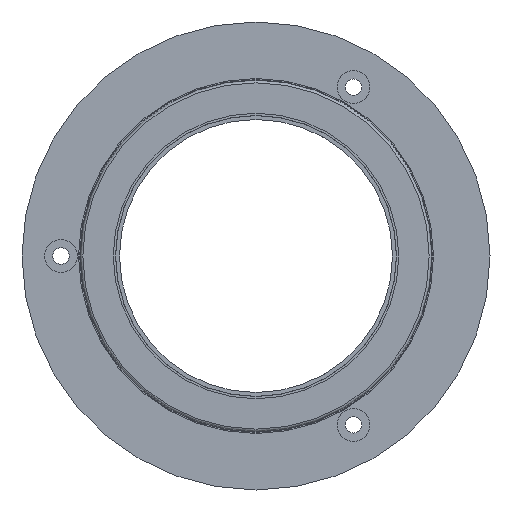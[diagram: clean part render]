
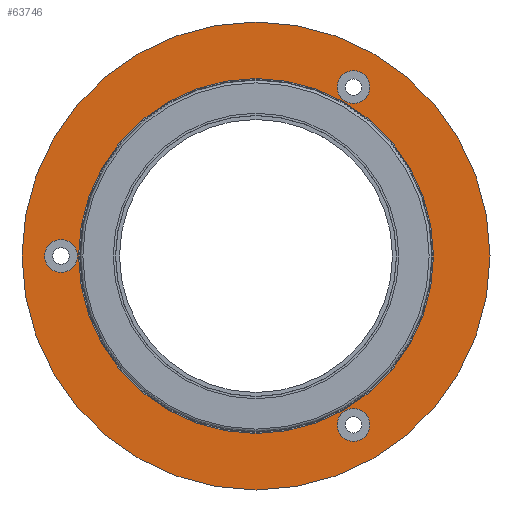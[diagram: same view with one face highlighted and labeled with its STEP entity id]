
A CAD part, left-side view. The second image highlights one B-rep face of the part: STEP entity #63746.
In plain terms, the highlighted planar face has unit normal (-1, 0, 0).
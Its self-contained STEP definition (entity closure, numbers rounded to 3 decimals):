
#2483 = AXIS2_PLACEMENT_3D ( 'NONE', #44930, #73011, #11011 ) ;
#8216 = ORIENTED_EDGE ( 'NONE', *, *, #23569, .T. ) ;
#8544 = VERTEX_POINT ( 'NONE', #57786 ) ;
#8572 = DIRECTION ( 'NONE',  ( 1., 0., 0. ) ) ;
#11011 = DIRECTION ( 'NONE',  ( 0., -1., 0. ) ) ;
#11751 = EDGE_CURVE ( 'NONE', #21184, #21184, #14169, .T. ) ;
#13261 = AXIS2_PLACEMENT_3D ( 'NONE', #35678, #8572, #36123 ) ;
#14169 = CIRCLE ( 'NONE', #50261, 2.1 ) ;
#14855 = VERTEX_POINT ( 'NONE', #29762 ) ;
#17669 = CIRCLE ( 'NONE', #43719, 20. ) ;
#17766 = FACE_BOUND ( 'NONE', #63503, .T. ) ;
#18117 = EDGE_LOOP ( 'NONE', ( #8216 ) ) ;
#18265 = ORIENTED_EDGE ( 'NONE', *, *, #28843, .T. ) ;
#19715 = CARTESIAN_POINT ( 'NONE',  ( 2.8, -12.5, 21.651 ) ) ;
#21184 = VERTEX_POINT ( 'NONE', #27083 ) ;
#23569 = EDGE_CURVE ( 'NONE', #61896, #61896, #71491, .T. ) ;
#26628 = CARTESIAN_POINT ( 'NONE',  ( 2.8, 20., 0. ) ) ;
#27083 = CARTESIAN_POINT ( 'NONE',  ( 2.8, -10.4, 21.651 ) ) ;
#28843 = EDGE_CURVE ( 'NONE', #69183, #69183, #17669, .T. ) ;
#29762 = CARTESIAN_POINT ( 'NONE',  ( 2.8, 30., 0. ) ) ;
#31141 = AXIS2_PLACEMENT_3D ( 'NONE', #86482, #72458, #63518 ) ;
#32786 = DIRECTION ( 'NONE',  ( 0., 1., 0. ) ) ;
#33913 = AXIS2_PLACEMENT_3D ( 'NONE', #85173, #36711, #50300 ) ;
#34455 = EDGE_LOOP ( 'NONE', ( #36576 ) ) ;
#35678 = CARTESIAN_POINT ( 'NONE',  ( 2.8, -12.5, -21.651 ) ) ;
#36123 = DIRECTION ( 'NONE',  ( 0., 1., 0. ) ) ;
#36576 = ORIENTED_EDGE ( 'NONE', *, *, #61018, .F. ) ;
#36711 = DIRECTION ( 'NONE',  ( 1., 0., 0. ) ) ;
#43165 = FACE_BOUND ( 'NONE', #18117, .T. ) ;
#43719 = AXIS2_PLACEMENT_3D ( 'NONE', #75778, #81695, #32786 ) ;
#44930 = CARTESIAN_POINT ( 'NONE',  ( 2.8, 20., 0. ) ) ;
#46410 = DIRECTION ( 'NONE',  ( 1., 0., 0. ) ) ;
#50261 = AXIS2_PLACEMENT_3D ( 'NONE', #19715, #46410, #73176 ) ;
#50300 = DIRECTION ( 'NONE',  ( 0., 1., 0. ) ) ;
#52265 = CIRCLE ( 'NONE', #13261, 2.1 ) ;
#52872 = EDGE_CURVE ( 'NONE', #8544, #8544, #52265, .T. ) ;
#52950 = EDGE_LOOP ( 'NONE', ( #18265 ) ) ;
#53486 = ORIENTED_EDGE ( 'NONE', *, *, #11751, .T. ) ;
#57786 = CARTESIAN_POINT ( 'NONE',  ( 2.8, -10.4, -21.651 ) ) ;
#61018 = EDGE_CURVE ( 'NONE', #14855, #14855, #80342, .T. ) ;
#61896 = VERTEX_POINT ( 'NONE', #67839 ) ;
#63503 = EDGE_LOOP ( 'NONE', ( #53486 ) ) ;
#63518 = DIRECTION ( 'NONE',  ( 0., 1., 0. ) ) ;
#63746 = ADVANCED_FACE ( 'NONE', ( #43165, #70764, #17766, #85236, #85671 ), #86136, .T. ) ;
#65859 = EDGE_LOOP ( 'NONE', ( #67966 ) ) ;
#67839 = CARTESIAN_POINT ( 'NONE',  ( 2.8, 27.1, 0. ) ) ;
#67966 = ORIENTED_EDGE ( 'NONE', *, *, #52872, .T. ) ;
#69183 = VERTEX_POINT ( 'NONE', #26628 ) ;
#70764 = FACE_BOUND ( 'NONE', #65859, .T. ) ;
#71491 = CIRCLE ( 'NONE', #33913, 2.1 ) ;
#72458 = DIRECTION ( 'NONE',  ( 1., 0., 0. ) ) ;
#73011 = DIRECTION ( 'NONE',  ( -1., 0., 0. ) ) ;
#73176 = DIRECTION ( 'NONE',  ( 0., 1., 0. ) ) ;
#75778 = CARTESIAN_POINT ( 'NONE',  ( 2.8, 0., 0. ) ) ;
#80342 = CIRCLE ( 'NONE', #31141, 30. ) ;
#81695 = DIRECTION ( 'NONE',  ( 1., 0., 0. ) ) ;
#85173 = CARTESIAN_POINT ( 'NONE',  ( 2.8, 25., 0. ) ) ;
#85236 = FACE_BOUND ( 'NONE', #52950, .T. ) ;
#85671 = FACE_OUTER_BOUND ( 'NONE', #34455, .T. ) ;
#86136 = PLANE ( 'NONE',  #2483 ) ;
#86482 = CARTESIAN_POINT ( 'NONE',  ( 2.8, 0., 0. ) ) ;
